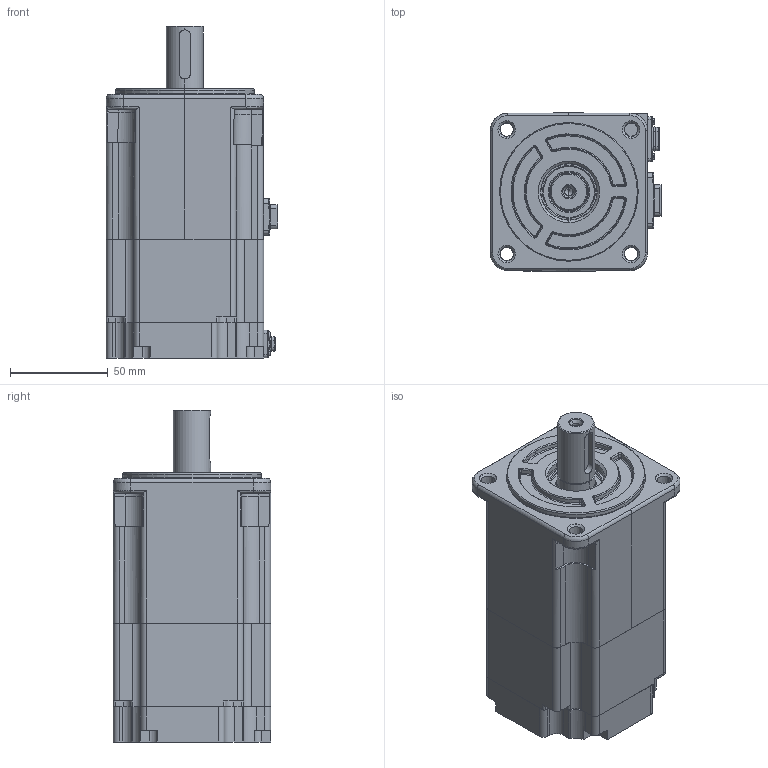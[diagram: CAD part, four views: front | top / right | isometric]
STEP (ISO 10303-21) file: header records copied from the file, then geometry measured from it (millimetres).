
FILE_DESCRIPTION (( 'STEP AP203' ), '1' );
FILE_NAME ('RSDA-H08J2430C-Z.STEP', '2025-09-22T08:13:03', ( 'Windows 蚚誧' ), ( '' ), 'SwSTEP 2.0', 'SolidWorks 2020', '' );
FILE_SCHEMA (( 'CONFIG_CONTROL_DESIGN' ));
Length unit declared in the file: millimetre
Products named in the file (20): ______________-0^RSDA-H08J2430C-Z(2)_RSDA-H08J2430C-Z; ^_RSDA-H08J2430C-Z(2)_RSDA-H08J2430C-Z; RSDA-H08J2430C-Z; 葩璃 (4) ^葩璃 (2) __RSDA-H08J2430C-Z(2)_RSDA-H08J2430C-Z; 葩璃 (3) ^_RSDA-H08J2430C-Z(2)_RSDA-H08J2430C-Z; 葩璃 (2) ^__RSDA-H08J2430C-Z(2)_RSDA-H08J2430C-Z; 葩璃 (2) ^_RSDA-H08J2430C-Z(2)_RSDA-H08J2430C-Z; ^RSDA-H08J2430C-Z(2)_RSDA-H08J2430C-Z; ^葩璃 (2) __RSDA-H08J2430C-Z(2)_RSDA-H08J2430C-Z; RSDA-H08J2430C-Z(2)^RSDA-H08J2430C-Z; 葩璃 (3) ^葩璃 (2) __RSDA-H08J2430C-Z(2)_RSDA-H08J2430C-Z; 葩璃 (2) ^葩璃 (3) __RSDA-H08J2430C-Z(2)_RSDA-H08J2430C-Z; ^__RSDA-H08J2430C-Z(2)_RSDA-H08J2430C-Z; 赻莉族誥芛雄薯; 葩璃 (5) ^葩璃 (2) __RSDA-H08J2430C-Z(2)_RSDA-H08J2430C-Z; ^葩璃 (3) __RSDA-H08J2430C-Z(2)_RSDA-H08J2430C-Z; 葩璃 (2) ^葩璃 (2) __RSDA-H08J2430C-Z(2)_RSDA-H08J2430C-Z
Assembly tree (19 placements, depth 5):
  RSDA-H08J2430C-Z
    RSDA-H08J2430C-Z(2)^RSDA-H08J2430C-Z
      ^RSDA-H08J2430C-Z(2)_RSDA-H08J2430C-Z
        ^_RSDA-H08J2430C-Z(2)_RSDA-H08J2430C-Z
          ^__RSDA-H08J2430C-Z(2)_RSDA-H08J2430C-Z
          葩璃 (2) ^__RSDA-H08J2430C-Z(2)_RSDA-H08J2430C-Z
        葩璃 (2) ^_RSDA-H08J2430C-Z(2)_RSDA-H08J2430C-Z
          ^葩璃 (2) __RSDA-H08J2430C-Z(2)_RSDA-H08J2430C-Z
          葩璃 (2) ^葩璃 (2) __RSDA-H08J2430C-Z(2)_RSDA-H08J2430C-Z
          葩璃 (3) ^葩璃 (2) __RSDA-H08J2430C-Z(2)_RSDA-H08J2430C-Z
          葩璃 (4) ^葩璃 (2) __RSDA-H08J2430C-Z(2)_RSDA-H08J2430C-Z
          葩璃 (5) ^葩璃 (2) __RSDA-H08J2430C-Z(2)_RSDA-H08J2430C-Z
        葩璃 (3) ^_RSDA-H08J2430C-Z(2)_RSDA-H08J2430C-Z
          ^葩璃 (3) __RSDA-H08J2430C-Z(2)_RSDA-H08J2430C-Z
          葩璃 (2) ^葩璃 (3) __RSDA-H08J2430C-Z(2)_RSDA-H08J2430C-Z
        ^_RSDA-H08J2430C-Z(2)_RSDA-H08J2430C-Z
        葩璃 (2) ^_RSDA-H08J2430C-Z(2)_RSDA-H08J2430C-Z
        葩璃 (3) ^_RSDA-H08J2430C-Z(2)_RSDA-H08J2430C-Z
      ______________-0^RSDA-H08J2430C-Z(2)_RSDA-H08J2430C-Z
    赻莉族誥芛雄薯
Bounding box: 87.75 x 80.75 x 169.8 mm (x, y, z)
Volume: 448107.3 mm3; surface area: 233852.6 mm2
Topology: 29 solids, 29 shells, 2780 faces, 7216 edges, 4597 vertices
Faces by surface type: plane 1267, cylinder 1020, bspline 188, cone 153, torus 144, sphere 8
Entity records: 102624 total; most frequent: CARTESIAN_POINT 33061, ORIENTED_EDGE 14336, DIRECTION 13814, EDGE_CURVE 7168, AXIS2_PLACEMENT_3D 4974, VERTEX_POINT 4597, LINE 3866, VECTOR 3866
